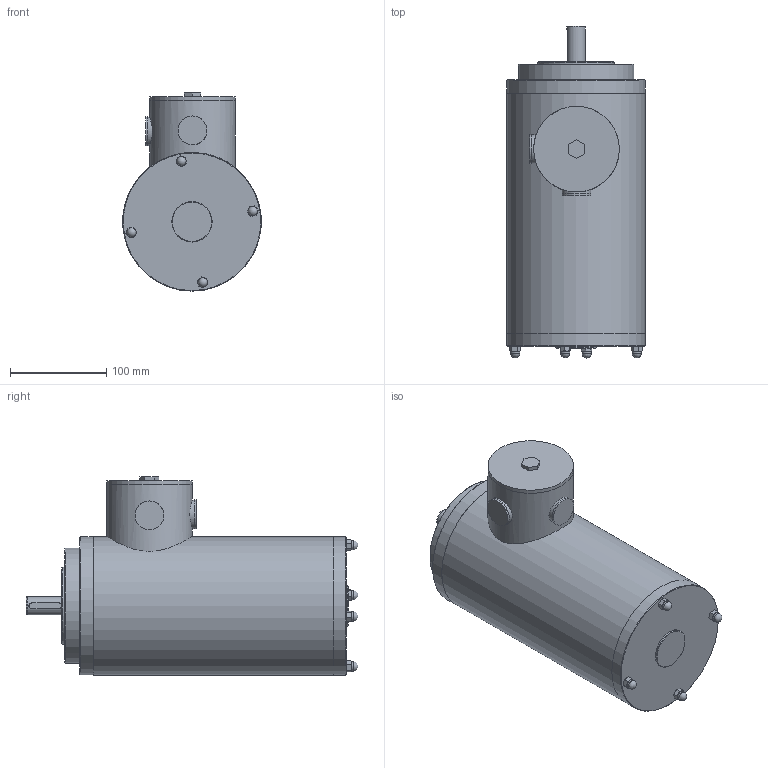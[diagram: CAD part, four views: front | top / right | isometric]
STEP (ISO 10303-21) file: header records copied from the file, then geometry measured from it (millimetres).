
FILE_DESCRIPTION(('Bauteilbeschreibung','HiCAD-Model','HiCAD-STEP-TRANSLATION','Bauteilbeschreibung'),'2;1');
FILE_NAME('TENV 80-4B IMB14 FT100 0,75KW.STP','2012-01-26T13:14:20+00:00',('Konstrukteur'),('Konstrukteur Firma GmbH'),' HiCAD 2010, Step 1502.0 ','HiCAD 2010','confidential');
FILE_SCHEMA(('AUTOMOTIVE_DESIGN { 1 2 10303 214 0 1 1 1 }'));
Length unit declared in the file: millimetre
Products named in the file (18): TENV 80_4B IMB14 FT100  0_75KW; ZUSAMMENBAU; MANTEL; MANTEL_001X; B_SCHILD BG80; A01_000X; KL_KA ; KL_KA__001X; DECKEL _89; HUTMUTTERN_0; DIN 1587_M6_6_HUTMUTTERN_0; DIN015870M6060HUTMUTTERN00; DIN015870M6060HUTMUTTERN000; DIN015870M6060HUTMUTTERN001; BLINDVERSCHRAUBUNG; BLINDVERSCHRAUBUNG0; WELLENENDE M_ PA_FEDER; FLANSCH B14 FT100
Assembly tree (17 placements, depth 4):
  TENV 80_4B IMB14 FT100  0_75KW
    ZUSAMMENBAU
      MANTEL
        MANTEL_001X
      B_SCHILD BG80
        A01_000X
      KL_KA 
        KL_KA__001X
        DECKEL _89
      HUTMUTTERN_0
        DIN 1587_M6_6_HUTMUTTERN_0
        DIN015870M6060HUTMUTTERN00
        DIN015870M6060HUTMUTTERN000
        DIN015870M6060HUTMUTTERN001
      BLINDVERSCHRAUBUNG
      BLINDVERSCHRAUBUNG0
      WELLENENDE M_ PA_FEDER
      FLANSCH B14 FT100
Bounding box: 144 x 344.97 x 206 mm (x, y, z)
Volume: 1340465.9 mm3; surface area: 404794.2 mm2
Topology: 12 solids, 12 shells, 218 faces, 533 edges, 350 vertices
Faces by surface type: plane 96, cylinder 74, cone 32, torus 12, sphere 4
Full cylindrical faces by diameter (mm): 6 x8, 6.5 x4, 9.5 x4, 19 x1, 20 x1, 22 x2, 30 x4, 35 x1, 38 x2, 42 x2, 47 x2, 72 x1, 80 x1, 89 x2, 120 x1, 132 x2, 137.4 x2, 141 x4, 144 x3
Entity records: 11915 total; most frequent: CARTESIAN_POINT 5205, DIRECTION 1006, ORIENTED_EDGE 772, AXIS2_PLACEMENT_3D 447, EDGE_CURVE 386, COLOUR_RGB 367, PRESENTATION_STYLE_ASSIGNMENT 367, CURVE_STYLE 355
